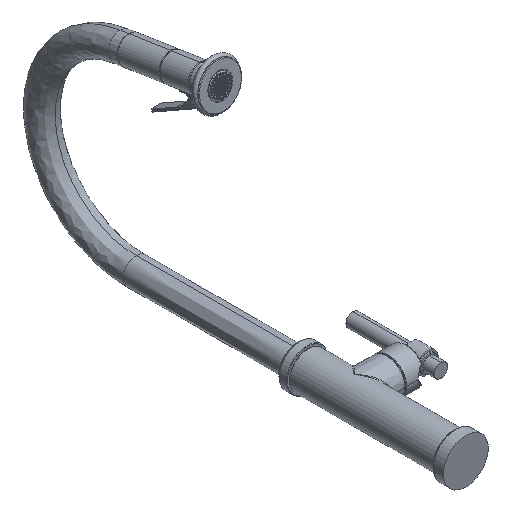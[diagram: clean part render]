
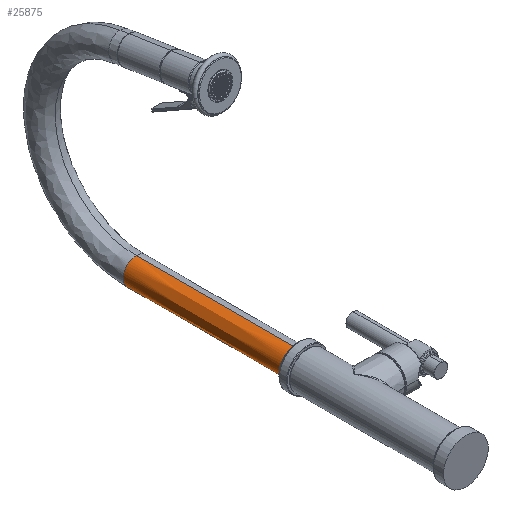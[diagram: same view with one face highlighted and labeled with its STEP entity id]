
A CAD part, isometric view. The second image highlights one B-rep face of the part: STEP entity #25875.
In plain terms, the highlighted free-form (B-spline) face has degree [3, 3] with [10, 4] control points.
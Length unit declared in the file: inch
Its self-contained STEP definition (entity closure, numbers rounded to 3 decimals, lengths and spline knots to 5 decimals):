
#2539=CARTESIAN_POINT('',(0.,6.875,0.57));
#2546=CARTESIAN_POINT('',(0.,6.875,-0.57));
#2548=CARTESIAN_POINT('',(0.,6.875,-0.57));
#2549=CARTESIAN_POINT('',(-0.11927,6.875,-0.57));
#2550=CARTESIAN_POINT('',(-0.35782,6.875,-0.49249));
#2551=CARTESIAN_POINT('',(-0.57896,6.875,-0.18812));
#2552=CARTESIAN_POINT('',(-0.57896,6.875,0.18812));
#2553=CARTESIAN_POINT('',(-0.35782,6.875,0.49249));
#2554=CARTESIAN_POINT('',(-0.11927,6.875,0.57));
#2555=CARTESIAN_POINT('',(0.,6.875,0.57));
#2567=DIRECTION('',(0.,1.,0.));
#2568=VECTOR('',#2567,6.858);
#2569=CARTESIAN_POINT('',(0.,6.875,0.57));
#2570=LINE('',#2569,#2568);
#2571=DIRECTION('',(0.,1.,0.));
#2572=VECTOR('',#2571,6.858);
#2573=CARTESIAN_POINT('',(0.,6.875,-0.57));
#2574=LINE('',#2573,#2572);
#2697=CARTESIAN_POINT('',(0.,13.733,-0.57));
#2698=CARTESIAN_POINT('',(-0.11927,13.733,-0.57));
#2699=CARTESIAN_POINT('',(-0.35782,13.733,-0.49249));
#2700=CARTESIAN_POINT('',(-0.57896,13.733,-0.18812));
#2701=CARTESIAN_POINT('',(-0.57896,13.733,0.18812));
#2702=CARTESIAN_POINT('',(-0.35782,13.733,0.49249));
#2703=CARTESIAN_POINT('',(-0.11927,13.733,0.57));
#2704=CARTESIAN_POINT('',(0.,13.733,0.57));
#2873=CARTESIAN_POINT('',(0.,13.733,0.57));
#2880=CARTESIAN_POINT('',(0.,13.733,-0.57));
#18319=VERTEX_POINT('',#2539);
#18320=VERTEX_POINT('',#2546);
#18321=VERTEX_POINT('',#2873);
#18322=VERTEX_POINT('',#2880);
#25827=CARTESIAN_POINT('',(0.01283,6.73784,-0.56985));
#25828=CARTESIAN_POINT('',(0.01283,9.11528,
-0.56985));
#25829=CARTESIAN_POINT('',(0.01283,11.49272,-0.56985));
#25830=CARTESIAN_POINT('',(0.01283,13.87016,-0.56985));
#25831=CARTESIAN_POINT('',(0.00855,6.73784,-0.56995));
#25832=CARTESIAN_POINT('',(0.00855,9.11528,
-0.56995));
#25833=CARTESIAN_POINT('',(0.00855,11.49272,-0.56995));
#25834=CARTESIAN_POINT('',(0.00855,13.87016,-0.56995));
#25835=CARTESIAN_POINT('',(-0.115,6.73784,-0.57139));
#25836=CARTESIAN_POINT('',(-0.115,9.11528,
-0.57139));
#25837=CARTESIAN_POINT('',(-0.115,11.49272,-0.57139));
#25838=CARTESIAN_POINT('',(-0.115,13.87016,-0.57139));
#25839=CARTESIAN_POINT('',(-0.35782,6.73784,-0.49249));
#25840=CARTESIAN_POINT('',(-0.35782,9.11528,
-0.49249));
#25841=CARTESIAN_POINT('',(-0.35782,11.49272,-0.49249));
#25842=CARTESIAN_POINT('',(-0.35782,13.87016,-0.49249));
#25843=CARTESIAN_POINT('',(-0.57896,6.73784,-0.18812));
#25844=CARTESIAN_POINT('',(-0.57896,9.11528,
-0.18812));
#25845=CARTESIAN_POINT('',(-0.57896,11.49272,-0.18812));
#25846=CARTESIAN_POINT('',(-0.57896,13.87016,-0.18812));
#25847=CARTESIAN_POINT('',(-0.57896,6.73784,0.18812));
#25848=CARTESIAN_POINT('',(-0.57896,9.11528,
0.18812));
#25849=CARTESIAN_POINT('',(-0.57896,11.49272,0.18812));
#25850=CARTESIAN_POINT('',(-0.57896,13.87016,0.18812));
#25851=CARTESIAN_POINT('',(-0.35782,6.73784,0.49249));
#25852=CARTESIAN_POINT('',(-0.35782,9.11528,
0.49249));
#25853=CARTESIAN_POINT('',(-0.35782,11.49272,0.49249));
#25854=CARTESIAN_POINT('',(-0.35782,13.87016,0.49249));
#25855=CARTESIAN_POINT('',(-0.115,6.73784,0.57139));
#25856=CARTESIAN_POINT('',(-0.115,9.11528,
0.57139));
#25857=CARTESIAN_POINT('',(-0.115,11.49272,0.57139));
#25858=CARTESIAN_POINT('',(-0.115,13.87016,0.57139));
#25859=CARTESIAN_POINT('',(0.00855,6.73784,0.56995));
#25860=CARTESIAN_POINT('',(0.00855,9.11528,
0.56995));
#25861=CARTESIAN_POINT('',(0.00855,11.49272,0.56995));
#25862=CARTESIAN_POINT('',(0.00855,13.87016,0.56995));
#25863=CARTESIAN_POINT('',(0.01283,6.73784,0.56985));
#25864=CARTESIAN_POINT('',(0.01283,9.11528,
0.56985));
#25865=CARTESIAN_POINT('',(0.01283,11.49272,0.56985));
#25866=CARTESIAN_POINT('',(0.01283,13.87016,0.56985));
#25867=B_SPLINE_SURFACE_WITH_KNOTS('',3,3,((#25827,#25828,#25829,#25830),
(#25831,#25832,#25833,#25834),(#25835,#25836,#25837,#25838),(#25839,#25840,
#25841,#25842),(#25843,#25844,#25845,#25846),(#25847,#25848,#25849,#25850),(
#25851,#25852,#25853,#25854),(#25855,#25856,#25857,#25858),(#25859,#25860,
#25861,#25862),(#25863,#25864,#25865,#25866)),.UNSPECIFIED.,.F.,.F.,.F.,(4,1,1,
1,1,1,1,4),(4,4),(0.49641,0.5,0.6,0.7,0.8,0.9,1.,
1.00359),(-0.02,1.02),.UNSPECIFIED.);
#25868=ORIENTED_EDGE('',*,*,#25767,.F.);
#25869=ORIENTED_EDGE('',*,*,#25822,.T.);
#25871=ORIENTED_EDGE('',*,*,#25870,.T.);
#25872=ORIENTED_EDGE('',*,*,#25818,.F.);
#25873=EDGE_LOOP('',(#25868,#25869,#25871,#25872));
#25874=FACE_OUTER_BOUND('',#25873,.F.);
#25875=ADVANCED_FACE('',(#25874),#25867,.T.);
#2556=B_SPLINE_CURVE_WITH_KNOTS('',3,(#2548,#2549,#2550,#2551,#2552,#2553,#2554,
#2555),.UNSPECIFIED.,.F.,.F.,(4,1,1,1,1,4),(0.,0.2,0.4,0.6,0.8,1.),
.UNSPECIFIED.);
#2705=B_SPLINE_CURVE_WITH_KNOTS('',3,(#2697,#2698,#2699,#2700,#2701,#2702,#2703,
#2704),.UNSPECIFIED.,.F.,.F.,(4,1,1,1,1,4),(0.,0.2,0.4,0.6,0.8,1.),
.UNSPECIFIED.);
#25767=EDGE_CURVE('',#18320,#18319,#2556,.T.);
#25818=EDGE_CURVE('',#18319,#18321,#2570,.T.);
#25822=EDGE_CURVE('',#18320,#18322,#2574,.T.);
#25870=EDGE_CURVE('',#18322,#18321,#2705,.T.);
